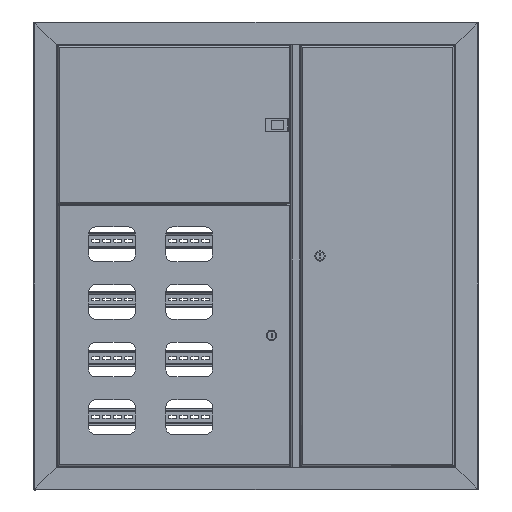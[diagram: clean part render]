
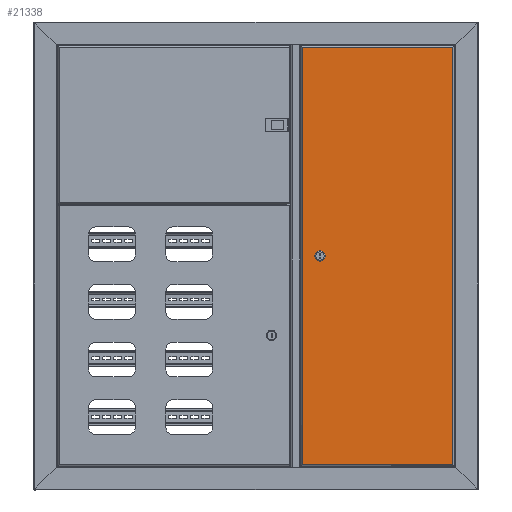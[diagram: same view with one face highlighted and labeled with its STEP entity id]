
A CAD part, top view. The second image highlights one B-rep face of the part: STEP entity #21338.
In plain terms, the highlighted planar face has unit normal (0, 0, 1).
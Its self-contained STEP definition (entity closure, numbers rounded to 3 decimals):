
#539 = EDGE_CURVE ( 'NONE', #49119, #15656, #24346, .T. ) ;
#1515 = VECTOR ( 'NONE', #11178, 1000. ) ;
#2230 = CARTESIAN_POINT ( 'NONE',  ( 451.849, 31.5, 0. ) ) ;
#3145 = ORIENTED_EDGE ( 'NONE', *, *, #539, .T. ) ;
#4020 = VERTEX_POINT ( 'NONE', #9934 ) ;
#4677 = DIRECTION ( 'NONE',  ( 0., 0., 1. ) ) ;
#6116 = CARTESIAN_POINT ( 'NONE',  ( 448.2, 40., 0. ) ) ;
#7191 = DIRECTION ( 'NONE',  ( -1., 0., 0. ) ) ;
#7367 = CARTESIAN_POINT ( 'NONE',  ( 444.551, 31.5, 0. ) ) ;
#8078 = VECTOR ( 'NONE', #17240, 1000. ) ;
#9023 = FACE_BOUND ( 'NONE', #32066, .T. ) ;
#9198 = VECTOR ( 'NONE', #30178, 1000. ) ;
#9934 = CARTESIAN_POINT ( 'NONE',  ( 457.45, 40., 0. ) ) ;
#10659 = AXIS2_PLACEMENT_3D ( 'NONE', #51922, #35095, #47724 ) ;
#10675 = LINE ( 'NONE', #23848, #47418 ) ;
#11178 = DIRECTION ( 'NONE',  ( 0., 1., 0. ) ) ;
#11580 = ORIENTED_EDGE ( 'NONE', *, *, #49194, .F. ) ;
#11985 = LINE ( 'NONE', #55096, #17544 ) ;
#12507 = CARTESIAN_POINT ( 'NONE',  ( 448.2, 40., 0. ) ) ;
#13451 = DIRECTION ( 'NONE',  ( 1., 0., 0. ) ) ;
#13548 = PLANE ( 'NONE',  #10659 ) ;
#13729 = ORIENTED_EDGE ( 'NONE', *, *, #50053, .T. ) ;
#14047 = EDGE_CURVE ( 'NONE', #4020, #14690, #51272, .T. ) ;
#14065 = ORIENTED_EDGE ( 'NONE', *, *, #40670, .T. ) ;
#14299 = CARTESIAN_POINT ( 'NONE',  ( 1.7, 1.7, 0. ) ) ;
#14339 = EDGE_CURVE ( 'NONE', #14690, #15587, #25986, .T. ) ;
#14615 = AXIS2_PLACEMENT_3D ( 'NONE', #6116, #23226, #13451 ) ;
#14690 = VERTEX_POINT ( 'NONE', #40647 ) ;
#15587 = VERTEX_POINT ( 'NONE', #31267 ) ;
#15656 = VERTEX_POINT ( 'NONE', #50595 ) ;
#17240 = DIRECTION ( 'NONE',  ( 0., -1., 0. ) ) ;
#17464 = VECTOR ( 'NONE', #27177, 1000. ) ;
#17544 = VECTOR ( 'NONE', #7191, 1000. ) ;
#18122 = VERTEX_POINT ( 'NONE', #7367 ) ;
#18829 = DIRECTION ( 'NONE',  ( 1., 0., 0. ) ) ;
#20707 = CARTESIAN_POINT ( 'NONE',  ( 451.849, 48.5, 0. ) ) ;
#21338 = ADVANCED_FACE ( 'NONE', ( #9023, #34810 ), #13548, .F. ) ;
#21422 = CARTESIAN_POINT ( 'NONE',  ( 1.7, 324.293, 0. ) ) ;
#22998 = EDGE_LOOP ( 'NONE', ( #13729, #3145, #14065, #30020 ) ) ;
#23226 = DIRECTION ( 'NONE',  ( 0., 0., 1. ) ) ;
#23848 = CARTESIAN_POINT ( 'NONE',  ( 451.849, 31.5, 0. ) ) ;
#24346 = LINE ( 'NONE', #41448, #1515 ) ;
#24740 = ORIENTED_EDGE ( 'NONE', *, *, #38532, .F. ) ;
#25986 = LINE ( 'NONE', #20707, #9198 ) ;
#26261 = CARTESIAN_POINT ( 'NONE',  ( 448.2, 40., 0. ) ) ;
#27177 = DIRECTION ( 'NONE',  ( 1., 0., 0. ) ) ;
#29442 = VERTEX_POINT ( 'NONE', #2230 ) ;
#30020 = ORIENTED_EDGE ( 'NONE', *, *, #30562, .T. ) ;
#30178 = DIRECTION ( 'NONE',  ( -1., 0., 0. ) ) ;
#30562 = EDGE_CURVE ( 'NONE', #37803, #42441, #42723, .T. ) ;
#31267 = CARTESIAN_POINT ( 'NONE',  ( 444.551, 48.5, 0. ) ) ;
#32066 = EDGE_LOOP ( 'NONE', ( #38642, #32912, #24740, #33331, #11580 ) ) ;
#32516 = AXIS2_PLACEMENT_3D ( 'NONE', #12507, #34052, #51168 ) ;
#32912 = ORIENTED_EDGE ( 'NONE', *, *, #14047, .F. ) ;
#33331 = ORIENTED_EDGE ( 'NONE', *, *, #48533, .F. ) ;
#34052 = DIRECTION ( 'NONE',  ( 0., 0., 1. ) ) ;
#34810 = FACE_OUTER_BOUND ( 'NONE', #22998, .T. ) ;
#35095 = DIRECTION ( 'NONE',  ( 0., 0., -1. ) ) ;
#37630 = CIRCLE ( 'NONE', #51080, 9.25 ) ;
#37803 = VERTEX_POINT ( 'NONE', #50947 ) ;
#38532 = EDGE_CURVE ( 'NONE', #29442, #4020, #38800, .T. ) ;
#38642 = ORIENTED_EDGE ( 'NONE', *, *, #14339, .F. ) ;
#38800 = CIRCLE ( 'NONE', #32516, 9.25 ) ;
#40647 = CARTESIAN_POINT ( 'NONE',  ( 451.849, 48.5, 0. ) ) ;
#40670 = EDGE_CURVE ( 'NONE', #15656, #37803, #11985, .T. ) ;
#41448 = CARTESIAN_POINT ( 'NONE',  ( 894.7, 0., 0. ) ) ;
#41717 = CARTESIAN_POINT ( 'NONE',  ( 894.7, 1.7, 0. ) ) ;
#42441 = VERTEX_POINT ( 'NONE', #50370 ) ;
#42723 = LINE ( 'NONE', #21422, #8078 ) ;
#43353 = DIRECTION ( 'NONE',  ( 1., 0., 0. ) ) ;
#43440 = LINE ( 'NONE', #14299, #17464 ) ;
#47418 = VECTOR ( 'NONE', #18829, 1000. ) ;
#47724 = DIRECTION ( 'NONE',  ( -1., 0., 0. ) ) ;
#48533 = EDGE_CURVE ( 'NONE', #18122, #29442, #10675, .T. ) ;
#49119 = VERTEX_POINT ( 'NONE', #41717 ) ;
#49194 = EDGE_CURVE ( 'NONE', #15587, #18122, #37630, .T. ) ;
#50053 = EDGE_CURVE ( 'NONE', #42441, #49119, #43440, .T. ) ;
#50370 = CARTESIAN_POINT ( 'NONE',  ( 1.7, 1.7, 0. ) ) ;
#50595 = CARTESIAN_POINT ( 'NONE',  ( 894.7, 324., 0. ) ) ;
#50947 = CARTESIAN_POINT ( 'NONE',  ( 1.7, 324., 0. ) ) ;
#51080 = AXIS2_PLACEMENT_3D ( 'NONE', #26261, #4677, #43353 ) ;
#51168 = DIRECTION ( 'NONE',  ( 1., 0., 0. ) ) ;
#51272 = CIRCLE ( 'NONE', #14615, 9.25 ) ;
#51922 = CARTESIAN_POINT ( 'NONE',  ( 0., 325.7, 0. ) ) ;
#55096 = CARTESIAN_POINT ( 'NONE',  ( 894.993, 324., 0. ) ) ;
